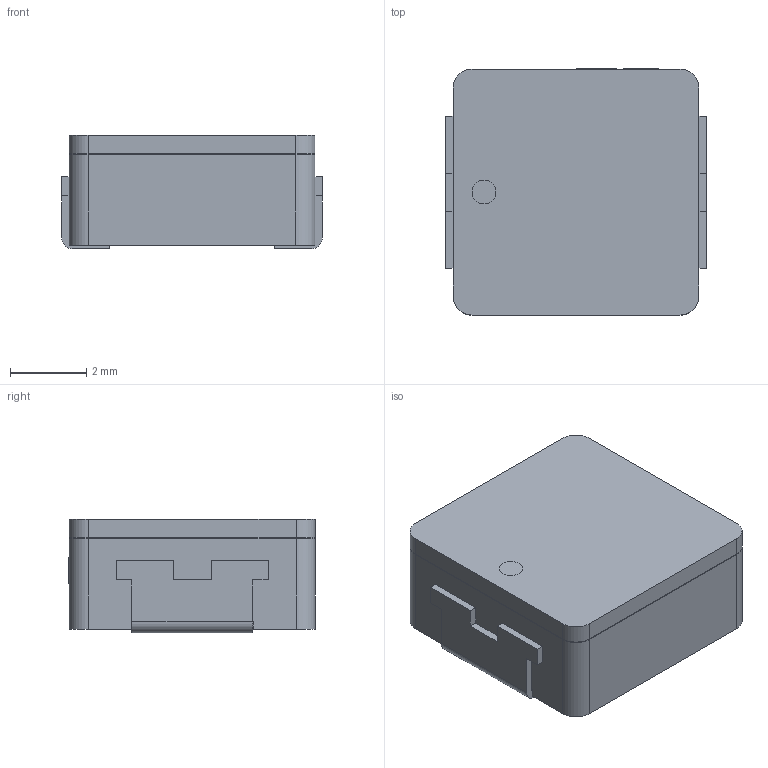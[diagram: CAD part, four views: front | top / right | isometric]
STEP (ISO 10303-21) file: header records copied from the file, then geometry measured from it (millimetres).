
FILE_DESCRIPTION (( 'STEP AP214' ), '1' );
FILE_NAME ('IHLP-2525CZ.STEP', '2024-02-27T10:19:54', ( '' ), ( '' ), 'SwSTEP 2.0', 'SolidWorks 2022', '' );
FILE_SCHEMA (( 'AUTOMOTIVE_DESIGN' ));
Length unit declared in the file: millimetre
Products named in the file (3): COMPOUND^IND-SMD_L6.5-W6.5_VISHAY_L1_3D_PCB1_2024-02-27(2)_3D_PCB1_2024-02-27; IHLP-2525CZ; IND-SMD_L6.5-W6.5_VISHAY^L1_3D_PCB1_2024-02-27(2)_3D_PCB1_2024-02-27
Assembly tree (2 placements, depth 3):
  IHLP-2525CZ
    IND-SMD_L6.5-W6.5_VISHAY^L1_3D_PCB1_2024-02-27(2)_3D_PCB1_2024-02-27
      COMPOUND^IND-SMD_L6.5-W6.5_VISHAY_L1_3D_PCB1_2024-02-27(2)_3D_PCB1_2024-02-27
Bounding box: 6.86 x 6.48 x 3 mm (x, y, z)
Volume: 123.5 mm3; surface area: 281.4 mm2
Topology: 4 solids, 4 shells, 368 faces, 983 edges, 650 vertices
Faces by surface type: plane 232, bspline 112, cylinder 16, cone 8
Entity records: 12670 total; most frequent: CARTESIAN_POINT 4111, ORIENTED_EDGE 1966, DIRECTION 1319, EDGE_CURVE 983, LINE 715, VECTOR 715, VERTEX_POINT 650, EDGE_LOOP 395
